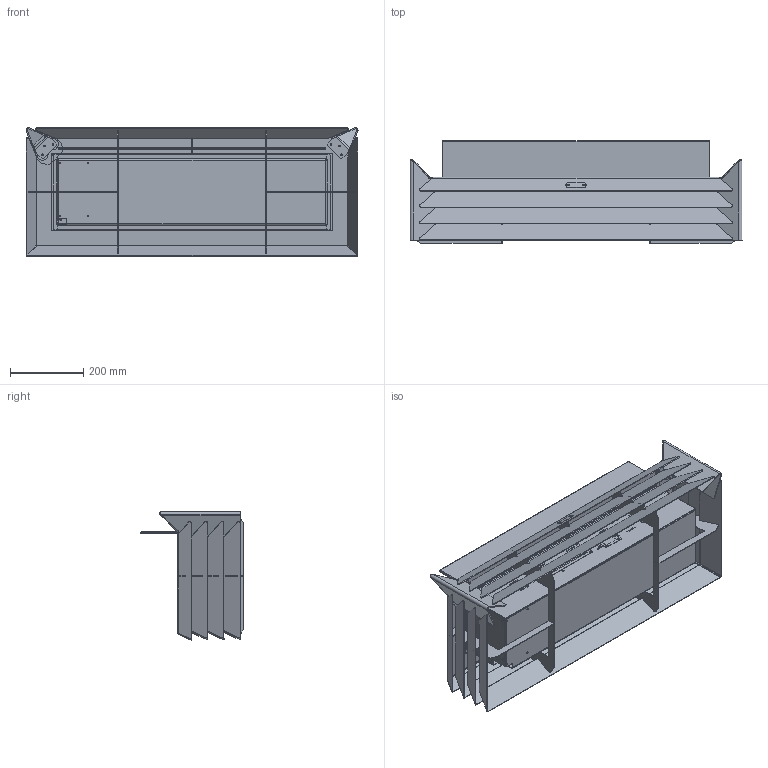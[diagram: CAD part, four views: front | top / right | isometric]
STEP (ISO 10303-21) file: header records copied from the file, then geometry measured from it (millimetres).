
FILE_DESCRIPTION (( 'STEP AP203' ), '1' );
FILE_NAME ('PJ00192-C-01.STEP', '2019-05-31T14:55:59', ( '' ), ( '' ), 'SwSTEP 2.0', 'SolidWorks 2019', '' );
FILE_SCHEMA (( 'CONFIG_CONTROL_DESIGN' ));
Length unit declared in the file: millimetre
Products named in the file (19): PJ00192-C-01; PT10948-A-AC_PT10948-A-AC; PT01228-A-AC; PT10949-A-AC_PT10949-A-AC; PT10986-A-AC; AS03215-B-01_AS03215-B-01; PT10997-A-AC_PT10997-A-AC; PJ00153-O-02-C.EVO PLUS 400.step; PT10971-A-A2_PT10971-A-A2; PT10972-B-A2_PT10972-B-A2; PT10970-A-AC_PT10970-A-AC; PT10950-A-AC_PT10950-A-AC; PT10957-A-A2_PT10957-A-A2; AS03213-B-01_AS03213-B-01; AS04309-B-XX_AS04309-B-01; PT10958-A-V3; PT07696-B-A2; PT10947-C-AC_PT10947-C-AC
Assembly tree (32 placements, depth 4):
  PJ00192-C-01
    AS04309-B-XX_AS04309-B-01
      AS03213-B-01_AS03213-B-01
        PT10947-C-AC_PT10947-C-AC
        PT10948-A-AC_PT10948-A-AC  x2
        PT10949-A-AC_PT10949-A-AC  x2
        PT10950-A-AC_PT10950-A-AC  x3
        PT10970-A-AC_PT10970-A-AC  x3
        PT10997-A-AC_PT10997-A-AC
      PT10986-A-AC
      PT01228-A-AC  x6
    AS03215-B-01_AS03215-B-01
      PT10972-B-A2_PT10972-B-A2
      PT10971-A-A2_PT10971-A-A2
    PT10958-A-V3
    PT10957-A-A2_PT10957-A-A2  x2
    AS03215-B-01_AS03215-B-01
      PT10972-B-A2_PT10972-B-A2
      PT10971-A-A2_PT10971-A-A2
    PT07696-B-A2
    PJ00153-O-02-C.EVO PLUS 400.step
Bounding box: 907.71 x 280 x 351.17 mm (x, y, z)
Volume: 3226381.6 mm3; surface area: 3062039 mm2
Topology: 60 solids, 60 shells, 2147 faces, 5718 edges, 3700 vertices
Faces by surface type: plane 1332, cylinder 734, bspline 58, torus 15, cone 6, sphere 2
Full cylindrical faces by diameter (mm): 3.2 x2, 3.3 x13, 3.7 x4, 4 x23, 4.2 x5, 4.25 x3, 4.3 x9, 4.5 x27, 5 x30, 5.3 x11, 5.5 x2, 6.1 x1, 6.5 x7, 7 x1, 7.1 x6, 7.3 x6, 8 x1, 10 x2, 10.2 x2, 13 x2, 20 x1, 25 x1
Entity records: 60890 total; most frequent: CARTESIAN_POINT 11900, DIRECTION 9518, ORIENTED_EDGE 9404, EDGE_CURVE 4702, LINE 3262, VECTOR 3262, AXIS2_PLACEMENT_3D 3128, VERTEX_POINT 3121
